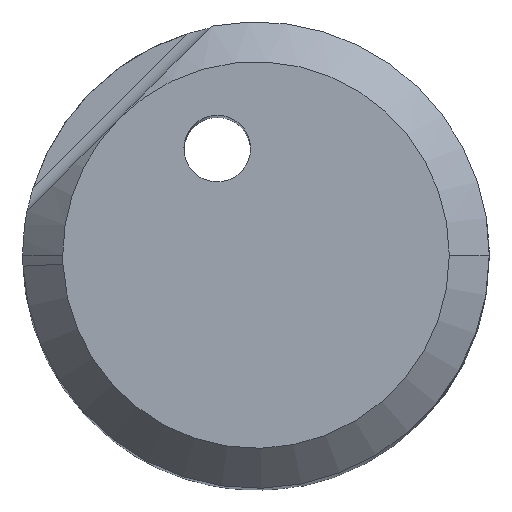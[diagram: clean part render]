
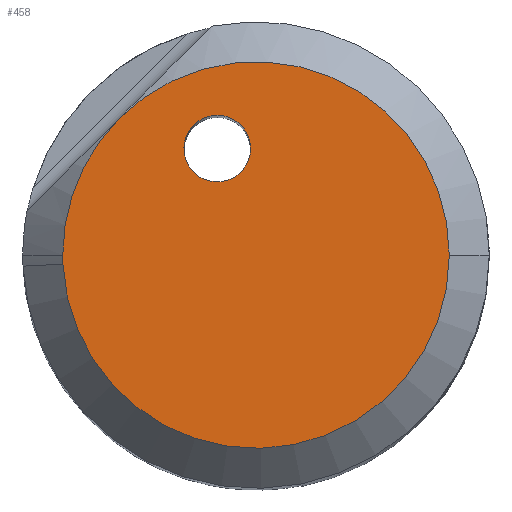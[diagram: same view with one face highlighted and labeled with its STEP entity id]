
A CAD part, top view. The second image highlights one B-rep face of the part: STEP entity #458.
In plain terms, the highlighted planar face has unit normal (0, 0, 1).
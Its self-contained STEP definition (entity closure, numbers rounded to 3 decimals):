
#186=AXIS2_PLACEMENT_3D('Circle Axis2P3D',#184,#185,$) ;
#395=AXIS2_PLACEMENT_3D('Circle Axis2P3D',#393,#394,$) ;
#420=AXIS2_PLACEMENT_3D('Plane Axis2P3D',#417,#418,#419) ;
#424=AXIS2_PLACEMENT_3D('Circle Axis2P3D',#422,#423,$) ;
#431=AXIS2_PLACEMENT_3D('Circle Axis2P3D',#429,#430,$) ;
#442=AXIS2_PLACEMENT_3D('Circle Axis2P3D',#440,#441,$) ;
#451=AXIS2_PLACEMENT_3D('Circle Axis2P3D',#449,#450,$) ;
#181=CARTESIAN_POINT('Vertex',(-2.9,0.,0.)) ;
#184=CARTESIAN_POINT('Axis2P3D Location',(0.,0.,0.)) ;
#188=CARTESIAN_POINT('Vertex',(-2.051,2.051,0.)) ;
#388=CARTESIAN_POINT('Vertex',(-2.897,-0.137,0.)) ;
#393=CARTESIAN_POINT('Axis2P3D Location',(0.,0.,0.)) ;
#417=CARTESIAN_POINT('Axis2P3D Location',(0.,0.,0.)) ;
#422=CARTESIAN_POINT('Axis2P3D Location',(0.,0.,0.)) ;
#426=CARTESIAN_POINT('Vertex',(2.9,0.,0.)) ;
#429=CARTESIAN_POINT('Axis2P3D Location',(0.,0.,0.)) ;
#440=CARTESIAN_POINT('Axis2P3D Location',(-0.581,1.597,0.)) ;
#444=CARTESIAN_POINT('Vertex',(-1.081,1.609,0.)) ;
#446=CARTESIAN_POINT('Vertex',(-0.082,1.586,0.)) ;
#449=CARTESIAN_POINT('Axis2P3D Location',(-0.581,1.597,0.)) ;
#185=DIRECTION('Axis2P3D Direction',(0.,0.,-1.)) ;
#394=DIRECTION('Axis2P3D Direction',(0.,0.,-1.)) ;
#418=DIRECTION('Axis2P3D Direction',(0.,0.,-1.)) ;
#419=DIRECTION('Axis2P3D XDirection',(-1.,0.,0.)) ;
#423=DIRECTION('Axis2P3D Direction',(0.,0.,-1.)) ;
#430=DIRECTION('Axis2P3D Direction',(0.,0.,-1.)) ;
#441=DIRECTION('Axis2P3D Direction',(0.,0.,-1.)) ;
#450=DIRECTION('Axis2P3D Direction',(0.,0.,-1.)) ;
#435=ORIENTED_EDGE('',*,*,#428,.F.) ;
#436=ORIENTED_EDGE('',*,*,#190,.F.) ;
#437=ORIENTED_EDGE('',*,*,#397,.F.) ;
#438=ORIENTED_EDGE('',*,*,#433,.F.) ;
#455=ORIENTED_EDGE('',*,*,#448,.T.) ;
#456=ORIENTED_EDGE('',*,*,#453,.T.) ;
#457=FACE_BOUND('',#454,.T.) ;
#458=ADVANCED_FACE('NOCUT',(#439,#457),#421,.F.) ;
#187=CIRCLE('generated circle',#186,2.9) ;
#396=CIRCLE('generated circle',#395,2.9) ;
#425=CIRCLE('generated circle',#424,2.9) ;
#432=CIRCLE('generated circle',#431,2.9) ;
#443=CIRCLE('generated circle',#442,0.5) ;
#452=CIRCLE('generated circle',#451,0.5) ;
#190=EDGE_CURVE('',#182,#189,#187,.T.) ;
#397=EDGE_CURVE('',#389,#182,#396,.T.) ;
#428=EDGE_CURVE('',#189,#427,#425,.T.) ;
#433=EDGE_CURVE('',#427,#389,#432,.T.) ;
#448=EDGE_CURVE('',#445,#447,#443,.T.) ;
#453=EDGE_CURVE('',#447,#445,#452,.T.) ;
#434=EDGE_LOOP('',(#435,#436,#437,#438)) ;
#454=EDGE_LOOP('',(#455,#456)) ;
#439=FACE_OUTER_BOUND('',#434,.T.) ;
#421=PLANE('',#420) ;
#182=VERTEX_POINT('',#181) ;
#189=VERTEX_POINT('',#188) ;
#389=VERTEX_POINT('',#388) ;
#427=VERTEX_POINT('',#426) ;
#445=VERTEX_POINT('',#444) ;
#447=VERTEX_POINT('',#446) ;
